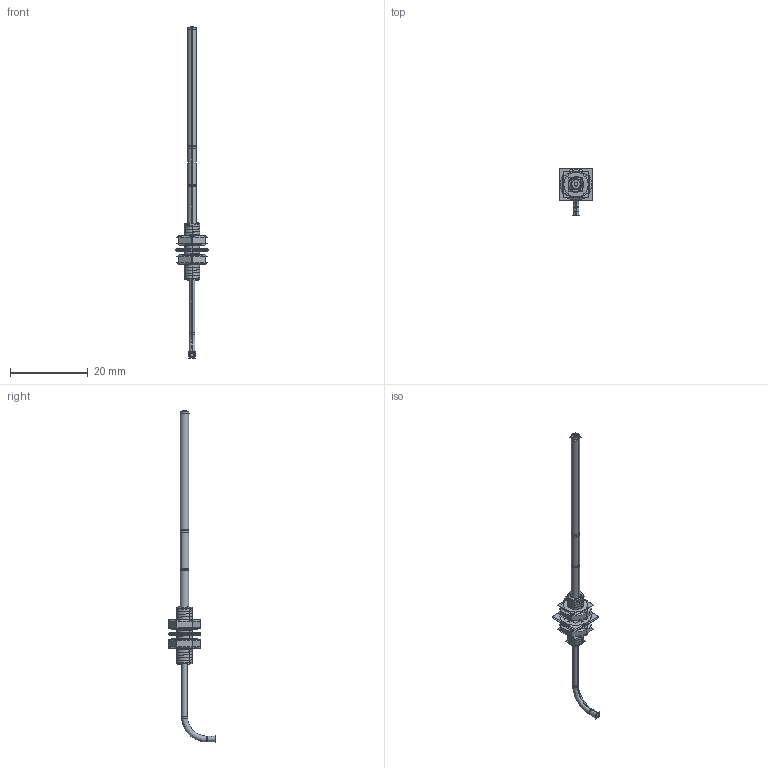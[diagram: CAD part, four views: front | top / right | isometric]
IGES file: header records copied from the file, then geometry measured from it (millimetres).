
Start section:  PTC IGES file: 194034.igs
Global section: file name: 194034.igs; native system: Creo Parametric by Parametric Technology Corporation; preprocessor: 2013230; author: PDMAdmin; organization: Unknown; date: 20160401.090303; units: millimetre
Bounding box: 8.32 x 12.1 x 85.33 mm (x, y, z)
Volume: 441.5 mm3; surface area: 13054.7 mm2
Topology: 7 solids, 10 shells, 346 faces, 1812 edges, 2333 vertices
Faces by surface type: revolution 222, bspline 124
